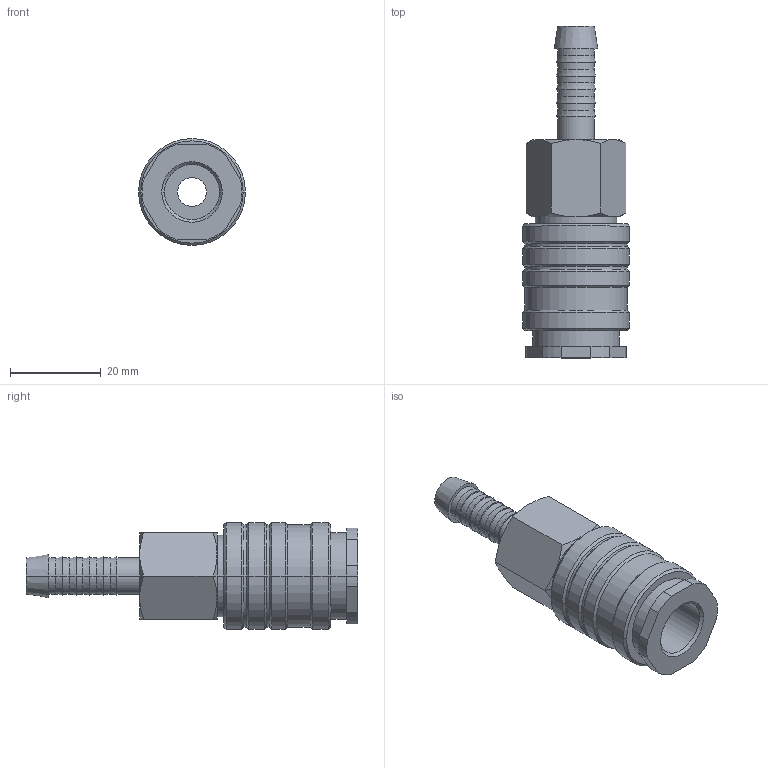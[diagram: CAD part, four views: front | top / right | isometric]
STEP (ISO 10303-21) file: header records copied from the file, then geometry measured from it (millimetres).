
FILE_DESCRIPTION(('STEP AP214'),'1');
FILE_NAME('esi_8_tab.stp','2020-03-05T08:52:52',('TraceParts'),('TraceParts S.A.'),'Spatial InterOp 3D',' ',' ');
FILE_SCHEMA(('automotive_design'));
Length unit declared in the file: millimetre
Products named in the file (1): 1
Bounding box: 23.5 x 73 x 23.5 mm (x, y, z)
Volume: 14720 mm3; surface area: 6939.6 mm2
Topology: 1 solids, 1 shells, 114 faces, 244 edges, 144 vertices
Faces by surface type: cone 46, cylinder 42, plane 26
Entity records: 4016 total; most frequent: CARTESIAN_POINT 599, DIRECTION 570, ORIENTED_EDGE 488, EDGE_CURVE 244, AXIS2_PLACEMENT_3D 235, VERTEX_POINT 144, EDGE_LOOP 128, CIRCLE 120
